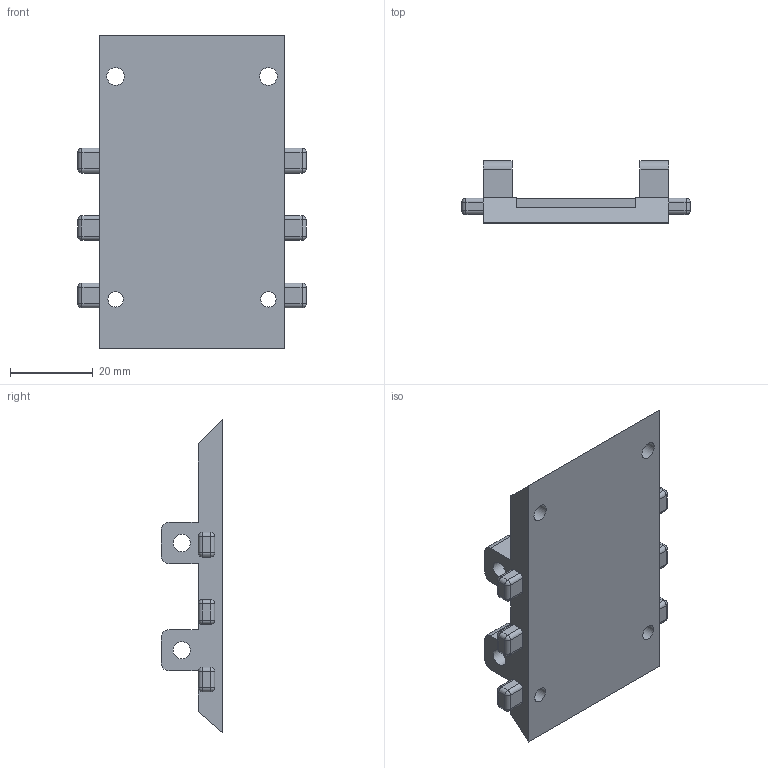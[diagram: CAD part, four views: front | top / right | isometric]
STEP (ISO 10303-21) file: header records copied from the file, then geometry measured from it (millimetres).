
FILE_DESCRIPTION(/* description */ (''),/* implementation_level */ '2;1');
FILE_NAME(/* name */ 'WeaponMountBaseV1.ipt.step',/* time_stamp */ '2024-02-28T22:21:06-06:00',/* author */ ('smz3rm'),/* organization */ (''),/* preprocessor_version */ 'ST-DEVELOPER v18',/* originating_system */ 'Autodesk Inventor 2020',/* authorisation */ '');
FILE_SCHEMA (('AUTOMOTIVE_DESIGN { 1 0 10303 214 3 1 1 }'));
Length unit declared in the file: millimetre
Products named in the file (1): WeaponMountBaseV1
Bounding box: 55.3 x 15 x 76 mm (x, y, z)
Volume: 17554.3 mm3; surface area: 10330.9 mm2
Topology: 1 solids, 1 shells, 139 faces, 341 edges, 206 vertices
Faces by surface type: cylinder 65, plane 50, sphere 24
Full cylindrical faces by diameter (mm): 3.75 x2, 4.2 x4, 4.25 x2
Entity records: 4134 total; most frequent: DIRECTION 759, CARTESIAN_POINT 687, ORIENTED_EDGE 682, EDGE_CURVE 341, AXIS2_PLACEMENT_3D 278, VERTEX_POINT 206, LINE 203, VECTOR 203
